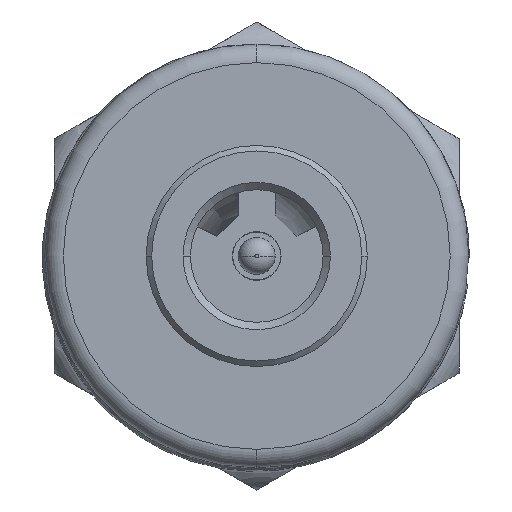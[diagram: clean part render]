
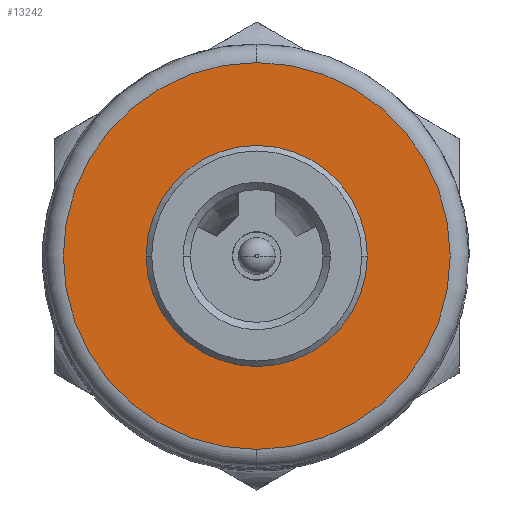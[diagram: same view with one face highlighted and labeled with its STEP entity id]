
A CAD part, left-side view. The second image highlights one B-rep face of the part: STEP entity #13242.
In plain terms, the highlighted planar face has unit normal (-1, 0, 0).
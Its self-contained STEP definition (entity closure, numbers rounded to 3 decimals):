
#311 = CARTESIAN_POINT ( 'NONE',  ( 0., 0., 5.25 ) ) ;
#956 = EDGE_CURVE ( 'NONE', #10883, #22748, #22112, .T. ) ;
#1068 = AXIS2_PLACEMENT_3D ( 'NONE', #6104, #3942, #1928 ) ;
#1656 = AXIS2_PLACEMENT_3D ( 'NONE', #22536, #11185, #1726 ) ;
#1685 = FACE_BOUND ( 'NONE', #3922, .T. ) ;
#1726 = DIRECTION ( 'NONE',  ( 0., 0., 1. ) ) ;
#1928 = DIRECTION ( 'NONE',  ( 0., 0., 1. ) ) ;
#2498 = AXIS2_PLACEMENT_3D ( 'NONE', #17948, #21747, #21671 ) ;
#2758 = CARTESIAN_POINT ( 'NONE',  ( 0., 0., 3. ) ) ;
#3146 = CIRCLE ( 'NONE', #1068, 3. ) ;
#3714 = DIRECTION ( 'NONE',  ( 0., 0., 1. ) ) ;
#3922 = EDGE_LOOP ( 'NONE', ( #8046, #15363 ) ) ;
#3942 = DIRECTION ( 'NONE',  ( -1., 0., 0. ) ) ;
#4543 = PLANE ( 'NONE',  #2498 ) ;
#5840 = EDGE_CURVE ( 'NONE', #21552, #10449, #21582, .T. ) ;
#6104 = CARTESIAN_POINT ( 'NONE',  ( 0., 0., 0. ) ) ;
#7806 = EDGE_CURVE ( 'NONE', #10449, #21552, #3146, .T. ) ;
#8046 = ORIENTED_EDGE ( 'NONE', *, *, #5840, .F. ) ;
#10449 = VERTEX_POINT ( 'NONE', #13940 ) ;
#10883 = VERTEX_POINT ( 'NONE', #13011 ) ;
#10990 = EDGE_CURVE ( 'NONE', #22748, #10883, #14180, .T. ) ;
#11177 = FACE_OUTER_BOUND ( 'NONE', #18197, .T. ) ;
#11185 = DIRECTION ( 'NONE',  ( -1., 0., 0. ) ) ;
#11251 = CARTESIAN_POINT ( 'NONE',  ( 0., 0., 0. ) ) ;
#12061 = ORIENTED_EDGE ( 'NONE', *, *, #10990, .T. ) ;
#13011 = CARTESIAN_POINT ( 'NONE',  ( 0., 0., -5.25 ) ) ;
#13242 = ADVANCED_FACE ( 'NONE', ( #1685, #11177 ), #4543, .T. ) ;
#13497 = ORIENTED_EDGE ( 'NONE', *, *, #956, .T. ) ;
#13940 = CARTESIAN_POINT ( 'NONE',  ( 0., 0., -3. ) ) ;
#14180 = CIRCLE ( 'NONE', #22509, 5.25 ) ;
#15078 = DIRECTION ( 'NONE',  ( -1., 0., 0. ) ) ;
#15363 = ORIENTED_EDGE ( 'NONE', *, *, #7806, .F. ) ;
#15496 = DIRECTION ( 'NONE',  ( 0., 0., 1. ) ) ;
#16977 = AXIS2_PLACEMENT_3D ( 'NONE', #24457, #23190, #15496 ) ;
#17948 = CARTESIAN_POINT ( 'NONE',  ( 0., 0., 0. ) ) ;
#18197 = EDGE_LOOP ( 'NONE', ( #12061, #13497 ) ) ;
#21552 = VERTEX_POINT ( 'NONE', #2758 ) ;
#21582 = CIRCLE ( 'NONE', #16977, 3. ) ;
#21671 = DIRECTION ( 'NONE',  ( 0., 0., 1. ) ) ;
#21747 = DIRECTION ( 'NONE',  ( -1., 0., 0. ) ) ;
#22112 = CIRCLE ( 'NONE', #1656, 5.25 ) ;
#22509 = AXIS2_PLACEMENT_3D ( 'NONE', #11251, #15078, #3714 ) ;
#22536 = CARTESIAN_POINT ( 'NONE',  ( 0., 0., 0. ) ) ;
#22748 = VERTEX_POINT ( 'NONE', #311 ) ;
#23190 = DIRECTION ( 'NONE',  ( -1., 0., 0. ) ) ;
#24457 = CARTESIAN_POINT ( 'NONE',  ( 0., 0., 0. ) ) ;
